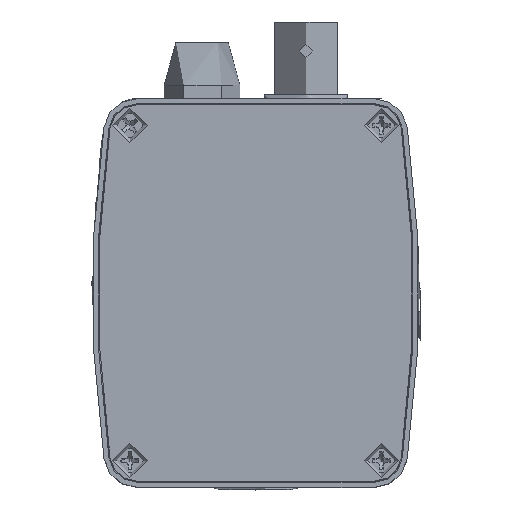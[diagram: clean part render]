
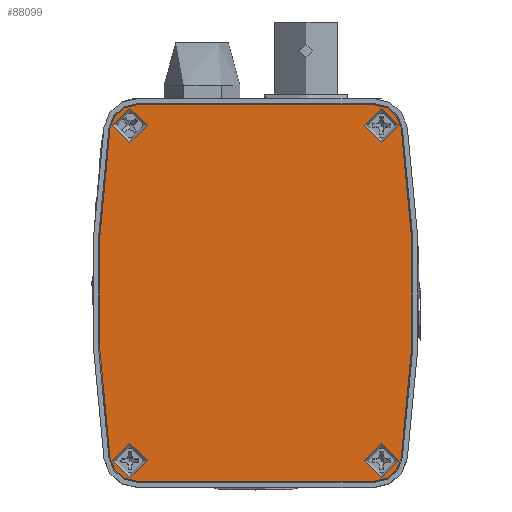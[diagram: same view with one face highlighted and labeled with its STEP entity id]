
A CAD part, top view. The second image highlights one B-rep face of the part: STEP entity #88099.
In plain terms, the highlighted planar face has unit normal (0, 0, 1).
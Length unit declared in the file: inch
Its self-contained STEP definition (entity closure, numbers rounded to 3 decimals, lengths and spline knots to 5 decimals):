
#4530 = CARTESIAN_POINT ( 'NONE',  ( 0.71, 1.1525, 0.009 ) ) ;
#7238 = EDGE_CURVE ( 'NONE', #238132, #105584, #92722, .T. ) ;
#10699 = CIRCLE ( 'NONE', #238117, 0.10339 ) ;
#16018 = ORIENTED_EDGE ( 'NONE', *, *, #250128, .T. ) ;
#17923 = EDGE_CURVE ( 'NONE', #126476, #60994, #147296, .T. ) ;
#18504 = EDGE_LOOP ( 'NONE', ( #302722, #164359, #26133, #284849, #286891, #274269, #33147, #16018 ) ) ;
#20826 = FACE_BOUND ( 'NONE', #111432, .T. ) ;
#20860 = ORIENTED_EDGE ( 'NONE', *, *, #136956, .F. ) ;
#22920 = AXIS2_PLACEMENT_3D ( 'NONE', #199124, #57958, #222889 ) ;
#23448 = CARTESIAN_POINT ( 'NONE',  ( -0.71, -0.7725, 0.009 ) ) ;
#24879 = DIRECTION ( 'NONE',  ( 0., 0., 1. ) ) ;
#25172 = CARTESIAN_POINT ( 'NONE',  ( 0.85339, 1.19, 0.009 ) ) ;
#26133 = ORIENTED_EDGE ( 'NONE', *, *, #7238, .T. ) ;
#26455 = CIRCLE ( 'NONE', #105137, 7.05602 ) ;
#26565 = LINE ( 'NONE', #286273, #151679 ) ;
#28358 = DIRECTION ( 'NONE',  ( -1., 0., 0. ) ) ;
#31659 = VERTEX_POINT ( 'NONE', #25172 ) ;
#33147 = ORIENTED_EDGE ( 'NONE', *, *, #303187, .T. ) ;
#34041 = AXIS2_PLACEMENT_3D ( 'NONE', #23448, #188260, #47095 ) ;
#35133 = DIRECTION ( 'NONE',  ( 0., 0., 1. ) ) ;
#39353 = CARTESIAN_POINT ( 'NONE',  ( 0.86843, -0.79483, 0.009 ) ) ;
#42219 = CARTESIAN_POINT ( 'NONE',  ( 0.86843, 1.17483, 0.009 ) ) ;
#47095 = DIRECTION ( 'NONE',  ( -1., 0., 0. ) ) ;
#51036 = CARTESIAN_POINT ( 'NONE',  ( 0.75, 1.19, 0.009 ) ) ;
#57958 = DIRECTION ( 'NONE',  ( 0., 0., 1. ) ) ;
#59533 = CARTESIAN_POINT ( 'NONE',  ( -0.71, 1.3125, 0.009 ) ) ;
#60994 = VERTEX_POINT ( 'NONE', #222309 ) ;
#61741 = AXIS2_PLACEMENT_3D ( 'NONE', #216516, #75257, #240212 ) ;
#68909 = CIRCLE ( 'NONE', #34041, 0.16 ) ;
#68934 = CARTESIAN_POINT ( 'NONE',  ( -0.75, -0.81, 0.009 ) ) ;
#72175 = CIRCLE ( 'NONE', #299020, 0.16 ) ;
#74679 = DIRECTION ( 'NONE',  ( 1., 0., 0. ) ) ;
#75257 = DIRECTION ( 'NONE',  ( 0., 0., 1. ) ) ;
#75984 = FACE_BOUND ( 'NONE', #214796, .T. ) ;
#78962 = CIRCLE ( 'NONE', #22920, 7.05602 ) ;
#85958 = ORIENTED_EDGE ( 'NONE', *, *, #166799, .F. ) ;
#88099 = ADVANCED_FACE ( 'NONE', ( #20826, #75984, #264117, #138600, #201400 ), #192174, .F. ) ;
#88884 = AXIS2_PLACEMENT_3D ( 'NONE', #4530, #169444, #28358 ) ;
#90438 = CARTESIAN_POINT ( 'NONE',  ( -0.71, -0.9325, 0.009 ) ) ;
#92584 = DIRECTION ( 'NONE',  ( 1., 0., 0. ) ) ;
#92722 = CIRCLE ( 'NONE', #105742, 0.16 ) ;
#105137 = AXIS2_PLACEMENT_3D ( 'NONE', #278746, #137440, #302266 ) ;
#105584 = VERTEX_POINT ( 'NONE', #216104 ) ;
#105742 = AXIS2_PLACEMENT_3D ( 'NONE', #129842, #294722, #153581 ) ;
#108925 = VERTEX_POINT ( 'NONE', #39353 ) ;
#109508 = CARTESIAN_POINT ( 'NONE',  ( 0.71, -0.9325, 0.009 ) ) ;
#110858 = CIRCLE ( 'NONE', #157545, 0.10339 ) ;
#111432 = EDGE_LOOP ( 'NONE', ( #282359 ) ) ;
#118543 = DIRECTION ( 'NONE',  ( 0., 0., 1. ) ) ;
#124891 = AXIS2_PLACEMENT_3D ( 'NONE', #176255, #35133, #199953 ) ;
#126476 = VERTEX_POINT ( 'NONE', #42219 ) ;
#129842 = CARTESIAN_POINT ( 'NONE',  ( -0.71, 1.1525, 0.009 ) ) ;
#130798 = VERTEX_POINT ( 'NONE', #241437 ) ;
#136956 = EDGE_CURVE ( 'NONE', #31659, #31659, #110858, .T. ) ;
#137440 = DIRECTION ( 'NONE',  ( 0., 0., 1. ) ) ;
#138600 = FACE_BOUND ( 'NONE', #269497, .T. ) ;
#144252 = CARTESIAN_POINT ( 'NONE',  ( -0.71, 1.3125, 0.009 ) ) ;
#145073 = DIRECTION ( 'NONE',  ( 1., 0., 0. ) ) ;
#147296 = CIRCLE ( 'NONE', #61741, 0.16 ) ;
#148540 = CARTESIAN_POINT ( 'NONE',  ( -0.64661, -0.81, 0.009 ) ) ;
#151679 = VECTOR ( 'NONE', #145073, 39.37008 ) ;
#153581 = DIRECTION ( 'NONE',  ( 1., 0., 0. ) ) ;
#157545 = AXIS2_PLACEMENT_3D ( 'NONE', #51036, #215939, #74679 ) ;
#164359 = ORIENTED_EDGE ( 'NONE', *, *, #253023, .T. ) ;
#166019 = CARTESIAN_POINT ( 'NONE',  ( 0.71, -0.7725, 0.009 ) ) ;
#166799 = EDGE_CURVE ( 'NONE', #300512, #300512, #188360, .T. ) ;
#168303 = CARTESIAN_POINT ( 'NONE',  ( 0.85339, -0.81, 0.009 ) ) ;
#169444 = DIRECTION ( 'NONE',  ( 0., 0., -1. ) ) ;
#172971 = VERTEX_POINT ( 'NONE', #109508 ) ;
#176255 = CARTESIAN_POINT ( 'NONE',  ( -0.75, 1.19, 0.009 ) ) ;
#188260 = DIRECTION ( 'NONE',  ( 0., 0., 1. ) ) ;
#188360 = CIRCLE ( 'NONE', #305250, 0.10339 ) ;
#189710 = DIRECTION ( 'NONE',  ( 1., 0., 0. ) ) ;
#192174 = PLANE ( 'NONE',  #88884 ) ;
#198430 = EDGE_CURVE ( 'NONE', #105584, #256534, #26455, .T. ) ;
#199124 = CARTESIAN_POINT ( 'NONE',  ( -6.11852, 0.19, 0.009 ) ) ;
#199953 = DIRECTION ( 'NONE',  ( 1., 0., 0. ) ) ;
#201400 = FACE_OUTER_BOUND ( 'NONE', #18504, .T. ) ;
#209315 = EDGE_CURVE ( 'NONE', #130798, #130798, #215668, .T. ) ;
#214796 = EDGE_LOOP ( 'NONE', ( #20860 ) ) ;
#215668 = CIRCLE ( 'NONE', #124891, 0.10339 ) ;
#215695 = EDGE_CURVE ( 'NONE', #256534, #303723, #68909, .T. ) ;
#215939 = DIRECTION ( 'NONE',  ( 0., 0., 1. ) ) ;
#216104 = CARTESIAN_POINT ( 'NONE',  ( -0.86843, 1.17483, 0.009 ) ) ;
#216516 = CARTESIAN_POINT ( 'NONE',  ( 0.71, 1.1525, 0.009 ) ) ;
#222309 = CARTESIAN_POINT ( 'NONE',  ( 0.71, 1.3125, 0.009 ) ) ;
#222889 = DIRECTION ( 'NONE',  ( -1., 0., 0. ) ) ;
#223036 = EDGE_CURVE ( 'NONE', #303723, #172971, #26565, .T. ) ;
#226754 = VERTEX_POINT ( 'NONE', #148540 ) ;
#227893 = EDGE_CURVE ( 'NONE', #226754, #226754, #10699, .T. ) ;
#229024 = EDGE_LOOP ( 'NONE', ( #85958 ) ) ;
#230714 = LINE ( 'NONE', #144252, #293220 ) ;
#233809 = DIRECTION ( 'NONE',  ( 0., 0., 1. ) ) ;
#238117 = AXIS2_PLACEMENT_3D ( 'NONE', #68934, #233809, #92584 ) ;
#238132 = VERTEX_POINT ( 'NONE', #59533 ) ;
#240212 = DIRECTION ( 'NONE',  ( -1., 0., 0. ) ) ;
#241437 = CARTESIAN_POINT ( 'NONE',  ( -0.64661, 1.19, 0.009 ) ) ;
#250128 = EDGE_CURVE ( 'NONE', #108925, #126476, #78962, .T. ) ;
#253023 = EDGE_CURVE ( 'NONE', #60994, #238132, #230714, .T. ) ;
#256534 = VERTEX_POINT ( 'NONE', #302546 ) ;
#259844 = CARTESIAN_POINT ( 'NONE',  ( 0.75, -0.81, 0.009 ) ) ;
#264117 = FACE_BOUND ( 'NONE', #229024, .T. ) ;
#269497 = EDGE_LOOP ( 'NONE', ( #291114 ) ) ;
#274269 = ORIENTED_EDGE ( 'NONE', *, *, #223036, .T. ) ;
#278746 = CARTESIAN_POINT ( 'NONE',  ( 6.11852, 0.19, 0.009 ) ) ;
#282359 = ORIENTED_EDGE ( 'NONE', *, *, #209315, .F. ) ;
#283485 = DIRECTION ( 'NONE',  ( 1., 0., 0. ) ) ;
#284849 = ORIENTED_EDGE ( 'NONE', *, *, #198430, .T. ) ;
#285446 = DIRECTION ( 'NONE',  ( -1., 0., 0. ) ) ;
#286273 = CARTESIAN_POINT ( 'NONE',  ( -0.71, -0.9325, 0.009 ) ) ;
#286891 = ORIENTED_EDGE ( 'NONE', *, *, #215695, .T. ) ;
#291114 = ORIENTED_EDGE ( 'NONE', *, *, #227893, .F. ) ;
#293220 = VECTOR ( 'NONE', #285446, 39.37008 ) ;
#294722 = DIRECTION ( 'NONE',  ( 0., 0., 1. ) ) ;
#299020 = AXIS2_PLACEMENT_3D ( 'NONE', #166019, #24879, #189710 ) ;
#300512 = VERTEX_POINT ( 'NONE', #168303 ) ;
#302266 = DIRECTION ( 'NONE',  ( 1., 0., 0. ) ) ;
#302546 = CARTESIAN_POINT ( 'NONE',  ( -0.86843, -0.79483, 0.009 ) ) ;
#302722 = ORIENTED_EDGE ( 'NONE', *, *, #17923, .T. ) ;
#303187 = EDGE_CURVE ( 'NONE', #172971, #108925, #72175, .T. ) ;
#303723 = VERTEX_POINT ( 'NONE', #90438 ) ;
#305250 = AXIS2_PLACEMENT_3D ( 'NONE', #259844, #118543, #283485 ) ;
